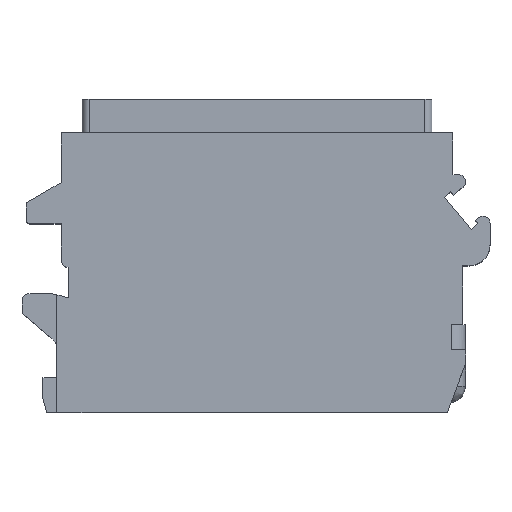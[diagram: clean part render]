
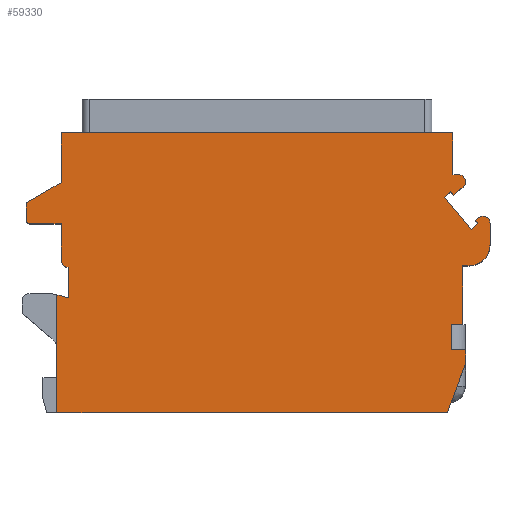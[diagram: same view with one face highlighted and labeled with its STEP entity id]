
A CAD part, top view. The second image highlights one B-rep face of the part: STEP entity #59330.
In plain terms, the highlighted planar face has unit normal (0, 0, 1).
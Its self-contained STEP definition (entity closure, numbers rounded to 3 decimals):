
#3875=CARTESIAN_POINT('',(15.15,12.,14.));
#3876=DIRECTION('',(0.,0.,1.));
#3877=DIRECTION('',(0.,-1.,0.));
#3878=AXIS2_PLACEMENT_3D('',#3875,#3876,#3877);
#3880=DIRECTION('',(-1.,0.,0.));
#3881=VECTOR('',#3880,0.45);
#3882=CARTESIAN_POINT('',(15.15,10.5,14.));
#3883=LINE('',#3882,#3881);
#3884=DIRECTION('',(0.,-1.,0.));
#3885=VECTOR('',#3884,4.2);
#3886=CARTESIAN_POINT('',(14.7,10.5,14.));
#3887=LINE('',#3886,#3885);
#3888=DIRECTION('',(-1.,0.,0.));
#3889=VECTOR('',#3888,0.8);
#3890=CARTESIAN_POINT('',(14.7,6.3,14.));
#3891=LINE('',#3890,#3889);
#3892=DIRECTION('',(0.,-1.,0.));
#3893=VECTOR('',#3892,1.8);
#3894=CARTESIAN_POINT('',(13.9,6.3,14.));
#3895=LINE('',#3894,#3893);
#3896=DIRECTION('',(1.,0.,0.));
#3897=VECTOR('',#3896,1.);
#3898=CARTESIAN_POINT('',(13.9,4.5,14.));
#3899=LINE('',#3898,#3897);
#3900=DIRECTION('',(0.,-1.,0.));
#3901=VECTOR('',#3900,1.);
#3902=CARTESIAN_POINT('',(14.9,4.5,14.));
#3903=LINE('',#3902,#3901);
#3904=DIRECTION('',(-0.348,-0.937,0.));
#3905=VECTOR('',#3904,3.734);
#3906=CARTESIAN_POINT('',(14.9,3.5,14.));
#3907=LINE('',#3906,#3905);
#3908=DIRECTION('',(1.,0.,0.));
#3909=VECTOR('',#3908,27.9);
#3910=CARTESIAN_POINT('',(-14.3,0.,14.));
#3911=LINE('',#3910,#3909);
#3912=DIRECTION('',(0.966,-0.259,0.));
#3913=VECTOR('',#3912,0.828);
#3914=CARTESIAN_POINT('',(-14.3,8.419,14.));
#3915=LINE('',#3914,#3913);
#3916=DIRECTION('',(0.,1.,0.));
#3917=VECTOR('',#3916,2.196);
#3918=CARTESIAN_POINT('',(-13.5,8.204,14.));
#3919=LINE('',#3918,#3917);
#3920=DIRECTION('',(0.,1.,0.));
#3921=VECTOR('',#3920,2.6);
#3922=CARTESIAN_POINT('',(-14.,10.9,14.));
#3923=LINE('',#3922,#3921);
#3924=DIRECTION('',(-1.,0.,0.));
#3925=VECTOR('',#3924,2.2);
#3926=CARTESIAN_POINT('',(-14.,13.5,14.));
#3927=LINE('',#3926,#3925);
#3928=DIRECTION('',(0.,1.,0.));
#3929=VECTOR('',#3928,1.2);
#3930=CARTESIAN_POINT('',(-16.5,13.8,14.));
#3931=LINE('',#3930,#3929);
#3932=DIRECTION('',(0.866,0.5,0.));
#3933=VECTOR('',#3932,2.887);
#3934=CARTESIAN_POINT('',(-16.5,15.,14.));
#3935=LINE('',#3934,#3933);
#3936=DIRECTION('',(0.,-1.,0.));
#3937=VECTOR('',#3936,3.557);
#3938=CARTESIAN_POINT('',(-14.,20.,14.));
#3939=LINE('',#3938,#3937);
#3940=DIRECTION('',(-1.,0.,0.));
#3941=VECTOR('',#3940,28.);
#3942=CARTESIAN_POINT('',(14.,20.,14.));
#3943=LINE('',#3942,#3941);
#3944=DIRECTION('',(0.,-1.,0.));
#3945=VECTOR('',#3944,3.);
#3946=CARTESIAN_POINT('',(14.,20.,14.));
#3947=LINE('',#3946,#3945);
#3948=DIRECTION('',(1.,0.,0.));
#3949=VECTOR('',#3948,0.4);
#3950=CARTESIAN_POINT('',(14.,17.,14.));
#3951=LINE('',#3950,#3949);
#3952=CARTESIAN_POINT('',(14.4,16.5,14.));
#3953=DIRECTION('',(0.,0.,1.));
#3954=DIRECTION('',(0.643,-0.766,0.));
#3955=AXIS2_PLACEMENT_3D('',#3952,#3953,#3954);
#3957=DIRECTION('',(-0.766,-0.643,0.));
#3958=VECTOR('',#3957,0.873);
#3959=CARTESIAN_POINT('',(14.721,16.117,14.));
#3960=LINE('',#3959,#3958);
#3961=DIRECTION('',(-0.643,0.766,0.));
#3962=VECTOR('',#3961,0.3);
#3963=CARTESIAN_POINT('',(14.052,15.556,14.));
#3964=LINE('',#3963,#3962);
#3965=DIRECTION('',(-0.766,-0.643,0.));
#3966=VECTOR('',#3965,0.6);
#3967=CARTESIAN_POINT('',(13.86,15.786,14.));
#3968=LINE('',#3967,#3966);
#3969=DIRECTION('',(0.643,-0.766,0.));
#3970=VECTOR('',#3969,3.);
#3971=CARTESIAN_POINT('',(13.4,15.4,14.));
#3972=LINE('',#3971,#3970);
#3973=DIRECTION('',(0.766,0.643,0.));
#3974=VECTOR('',#3973,0.6);
#3975=CARTESIAN_POINT('',(15.328,13.102,14.));
#3976=LINE('',#3975,#3974);
#3977=DIRECTION('',(-0.643,0.766,0.));
#3978=VECTOR('',#3977,0.3);
#3979=CARTESIAN_POINT('',(15.788,13.488,14.));
#3980=LINE('',#3979,#3978);
#3981=DIRECTION('',(0.766,0.643,0.));
#3982=VECTOR('',#3981,0.305);
#3983=CARTESIAN_POINT('',(15.595,13.717,14.));
#3984=LINE('',#3983,#3982);
#3985=DIRECTION('',(0.,1.,0.));
#3986=VECTOR('',#3985,1.53);
#3987=CARTESIAN_POINT('',(16.65,12.,14.));
#3988=LINE('',#3987,#3986);
#4260=DIRECTION('',(0.,-1.,0.));
#4261=VECTOR('',#4260,8.419);
#4262=CARTESIAN_POINT('',(-14.3,8.419,14.));
#4263=LINE('',#4262,#4261);
#4358=CARTESIAN_POINT('',(-13.5,10.9,14.));
#4359=DIRECTION('',(0.,0.,1.));
#4360=DIRECTION('',(-1.,0.,0.));
#4361=AXIS2_PLACEMENT_3D('',#4358,#4359,#4360);
#4380=CARTESIAN_POINT('',(-16.2,13.8,14.));
#4381=DIRECTION('',(0.,0.,1.));
#4382=DIRECTION('',(-1.,0.,0.));
#4383=AXIS2_PLACEMENT_3D('',#4380,#4381,#4382);
#4514=CARTESIAN_POINT('',(16.15,13.53,14.));
#4515=DIRECTION('',(0.,0.,1.));
#4516=DIRECTION('',(1.,0.,0.));
#4517=AXIS2_PLACEMENT_3D('',#4514,#4515,#4516);
#46466=CARTESIAN_POINT('',(-16.5,15.,14.));
#46467=CARTESIAN_POINT('',(-14.,16.443,14.));
#46468=VERTEX_POINT('',#46466);
#46469=VERTEX_POINT('',#46467);
#46470=CARTESIAN_POINT('',(-14.,20.,14.));
#46471=VERTEX_POINT('',#46470);
#46472=CARTESIAN_POINT('',(-13.5,8.204,14.));
#46474=VERTEX_POINT('',#46472);
#46476=CARTESIAN_POINT('',(-14.,13.5,14.));
#46478=VERTEX_POINT('',#46476);
#46481=CARTESIAN_POINT('',(-16.5,13.8,14.));
#46483=VERTEX_POINT('',#46481);
#46484=CARTESIAN_POINT('',(-16.2,13.5,14.));
#46485=VERTEX_POINT('',#46484);
#46489=CARTESIAN_POINT('',(-14.,10.9,14.));
#46491=VERTEX_POINT('',#46489);
#46492=CARTESIAN_POINT('',(-13.5,10.4,14.));
#46493=VERTEX_POINT('',#46492);
#46501=CARTESIAN_POINT('',(-14.3,0.,14.));
#46503=VERTEX_POINT('',#46501);
#46529=CARTESIAN_POINT('',(-14.3,8.419,14.));
#46531=VERTEX_POINT('',#46529);
#46576=CARTESIAN_POINT('',(14.,17.,14.));
#46577=CARTESIAN_POINT('',(14.4,17.,14.));
#46578=VERTEX_POINT('',#46576);
#46579=VERTEX_POINT('',#46577);
#46580=CARTESIAN_POINT('',(14.721,16.117,14.));
#46581=VERTEX_POINT('',#46580);
#46582=CARTESIAN_POINT('',(14.052,15.556,14.));
#46583=VERTEX_POINT('',#46582);
#46584=CARTESIAN_POINT('',(13.86,15.786,14.));
#46585=VERTEX_POINT('',#46584);
#46586=CARTESIAN_POINT('',(13.4,15.4,14.));
#46587=VERTEX_POINT('',#46586);
#46588=CARTESIAN_POINT('',(15.328,13.102,14.));
#46589=VERTEX_POINT('',#46588);
#46590=CARTESIAN_POINT('',(15.788,13.488,14.));
#46591=VERTEX_POINT('',#46590);
#46592=CARTESIAN_POINT('',(15.595,13.717,14.));
#46593=VERTEX_POINT('',#46592);
#46594=CARTESIAN_POINT('',(14.,20.,14.));
#46595=VERTEX_POINT('',#46594);
#46596=CARTESIAN_POINT('',(14.9,3.5,14.));
#46597=CARTESIAN_POINT('',(13.6,0.,14.));
#46598=VERTEX_POINT('',#46596);
#46599=VERTEX_POINT('',#46597);
#46600=CARTESIAN_POINT('',(14.7,10.5,14.));
#46602=VERTEX_POINT('',#46600);
#46605=CARTESIAN_POINT('',(16.65,13.53,14.));
#46607=VERTEX_POINT('',#46605);
#46608=CARTESIAN_POINT('',(15.829,13.913,14.));
#46609=VERTEX_POINT('',#46608);
#46623=CARTESIAN_POINT('',(14.7,6.3,14.));
#46624=CARTESIAN_POINT('',(13.9,6.3,14.));
#46625=VERTEX_POINT('',#46623);
#46626=VERTEX_POINT('',#46624);
#46627=CARTESIAN_POINT('',(13.9,4.5,14.));
#46628=VERTEX_POINT('',#46627);
#46629=CARTESIAN_POINT('',(14.9,4.5,14.));
#46630=VERTEX_POINT('',#46629);
#46645=CARTESIAN_POINT('',(16.65,12.,14.));
#46647=VERTEX_POINT('',#46645);
#46651=CARTESIAN_POINT('',(15.15,10.5,14.));
#46652=VERTEX_POINT('',#46651);
#59263=CARTESIAN_POINT('',(0.,0.,14.));
#59264=DIRECTION('',(0.,0.,1.));
#59265=DIRECTION('',(1.,0.,0.));
#59266=AXIS2_PLACEMENT_3D('',#59263,#59264,#59265);
#59267=PLANE('',#59266);
#59268=ORIENTED_EDGE('',*,*,#59244,.F.);
#59270=ORIENTED_EDGE('',*,*,#59269,.T.);
#59272=ORIENTED_EDGE('',*,*,#59271,.T.);
#59274=ORIENTED_EDGE('',*,*,#59273,.T.);
#59276=ORIENTED_EDGE('',*,*,#59275,.T.);
#59278=ORIENTED_EDGE('',*,*,#59277,.T.);
#59280=ORIENTED_EDGE('',*,*,#59279,.T.);
#59282=ORIENTED_EDGE('',*,*,#59281,.T.);
#59284=ORIENTED_EDGE('',*,*,#59283,.F.);
#59286=ORIENTED_EDGE('',*,*,#59285,.F.);
#59288=ORIENTED_EDGE('',*,*,#59287,.T.);
#59290=ORIENTED_EDGE('',*,*,#59289,.T.);
#59292=ORIENTED_EDGE('',*,*,#59291,.F.);
#59294=ORIENTED_EDGE('',*,*,#59293,.T.);
#59296=ORIENTED_EDGE('',*,*,#59295,.T.);
#59298=ORIENTED_EDGE('',*,*,#59297,.F.);
#59300=ORIENTED_EDGE('',*,*,#59299,.T.);
#59302=ORIENTED_EDGE('',*,*,#59301,.T.);
#59304=ORIENTED_EDGE('',*,*,#59303,.F.);
#59305=ORIENTED_EDGE('',*,*,#59123,.F.);
#59306=ORIENTED_EDGE('',*,*,#59158,.T.);
#59308=ORIENTED_EDGE('',*,*,#59307,.T.);
#59310=ORIENTED_EDGE('',*,*,#59309,.F.);
#59312=ORIENTED_EDGE('',*,*,#59311,.T.);
#59314=ORIENTED_EDGE('',*,*,#59313,.T.);
#59316=ORIENTED_EDGE('',*,*,#59315,.T.);
#59318=ORIENTED_EDGE('',*,*,#59317,.T.);
#59320=ORIENTED_EDGE('',*,*,#59319,.T.);
#59322=ORIENTED_EDGE('',*,*,#59321,.T.);
#59324=ORIENTED_EDGE('',*,*,#59323,.T.);
#59326=ORIENTED_EDGE('',*,*,#59325,.F.);
#59327=ORIENTED_EDGE('',*,*,#59255,.F.);
#59328=EDGE_LOOP('',(#59268,#59270,#59272,#59274,#59276,#59278,#59280,#59282,
#59284,#59286,#59288,#59290,#59292,#59294,#59296,#59298,#59300,#59302,#59304,
#59305,#59306,#59308,#59310,#59312,#59314,#59316,#59318,#59320,#59322,#59324,
#59326,#59327));
#59329=FACE_OUTER_BOUND('',#59328,.F.);
#59330=ADVANCED_FACE('',(#59329),#59267,.T.);
#3879=CIRCLE('',#3878,1.5);
#3956=CIRCLE('',#3955,0.5);
#4362=CIRCLE('',#4361,0.5);
#4384=CIRCLE('',#4383,0.3);
#4518=CIRCLE('',#4517,0.5);
#59123=EDGE_CURVE('',#46595,#46471,#3943,.T.);
#59158=EDGE_CURVE('',#46595,#46578,#3947,.T.);
#59244=EDGE_CURVE('',#46652,#46647,#3879,.T.);
#59255=EDGE_CURVE('',#46647,#46607,#3988,.T.);
#59269=EDGE_CURVE('',#46652,#46602,#3883,.T.);
#59271=EDGE_CURVE('',#46602,#46625,#3887,.T.);
#59273=EDGE_CURVE('',#46625,#46626,#3891,.T.);
#59275=EDGE_CURVE('',#46626,#46628,#3895,.T.);
#59277=EDGE_CURVE('',#46628,#46630,#3899,.T.);
#59279=EDGE_CURVE('',#46630,#46598,#3903,.T.);
#59281=EDGE_CURVE('',#46598,#46599,#3907,.T.);
#59283=EDGE_CURVE('',#46503,#46599,#3911,.T.);
#59285=EDGE_CURVE('',#46531,#46503,#4263,.T.);
#59287=EDGE_CURVE('',#46531,#46474,#3915,.T.);
#59289=EDGE_CURVE('',#46474,#46493,#3919,.T.);
#59291=EDGE_CURVE('',#46491,#46493,#4362,.T.);
#59293=EDGE_CURVE('',#46491,#46478,#3923,.T.);
#59295=EDGE_CURVE('',#46478,#46485,#3927,.T.);
#59297=EDGE_CURVE('',#46483,#46485,#4384,.T.);
#59299=EDGE_CURVE('',#46483,#46468,#3931,.T.);
#59301=EDGE_CURVE('',#46468,#46469,#3935,.T.);
#59303=EDGE_CURVE('',#46471,#46469,#3939,.T.);
#59307=EDGE_CURVE('',#46578,#46579,#3951,.T.);
#59309=EDGE_CURVE('',#46581,#46579,#3956,.T.);
#59311=EDGE_CURVE('',#46581,#46583,#3960,.T.);
#59313=EDGE_CURVE('',#46583,#46585,#3964,.T.);
#59315=EDGE_CURVE('',#46585,#46587,#3968,.T.);
#59317=EDGE_CURVE('',#46587,#46589,#3972,.T.);
#59319=EDGE_CURVE('',#46589,#46591,#3976,.T.);
#59321=EDGE_CURVE('',#46591,#46593,#3980,.T.);
#59323=EDGE_CURVE('',#46593,#46609,#3984,.T.);
#59325=EDGE_CURVE('',#46607,#46609,#4518,.T.);
